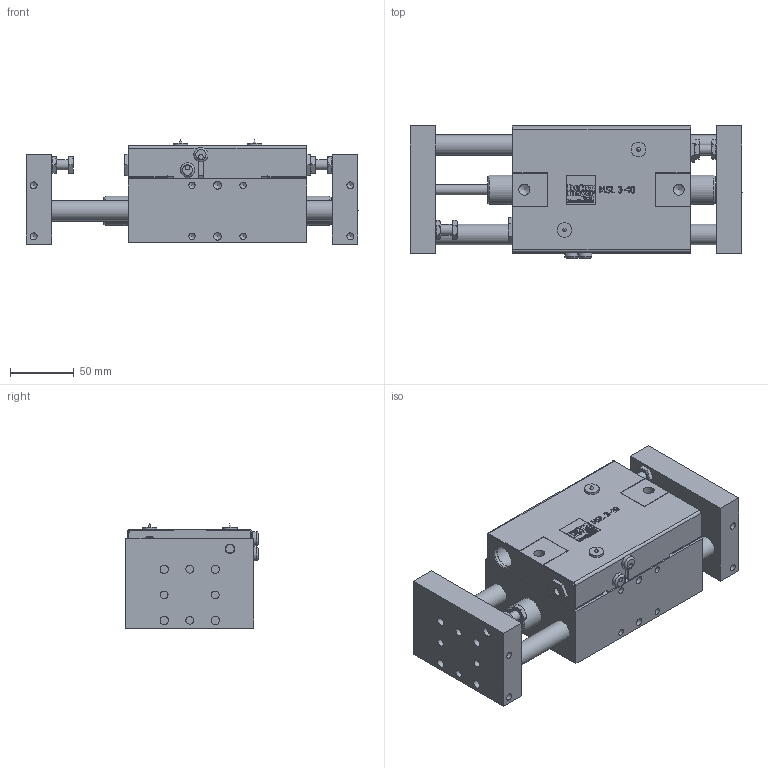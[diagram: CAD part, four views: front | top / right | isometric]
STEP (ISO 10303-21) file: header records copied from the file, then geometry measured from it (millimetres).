
FILE_DESCRIPTION((''),'2;1');
FILE_NAME('MSL3-40.stp','2012-09-28T14:09:59',('hartung_david'),(''),'Autodesk Inventor 2012','Autodesk Inventor 2012','');
FILE_SCHEMA(('AUTOMOTIVE_DESIGN { 1 0 10303 214 1 1 1 1 }'));
Length unit declared in the file: millimetre
Products named in the file (3): MSL3-40; MSL3-40-010; MSL3-40-020
Assembly tree (2 placements, depth 2):
  MSL3-40
    MSL3-40-010
    MSL3-40-020
Bounding box: 260 x 103.5 x 81.5 mm (x, y, z)
Volume: 1325540.5 mm3; surface area: 199776 mm2
Topology: 2 solids, 30 shells, 1013 faces, 2635 edges, 1746 vertices
Faces by surface type: plane 522, bspline 231, cylinder 164, cone 92, torus 4
Full cylindrical faces by diameter (mm): 3.7 x2, 4 x2, 4.459 x2, 4.917 x12, 5.459 x12, 6 x14, 6.5 x2, 6.6 x8, 6.917 x2, 7 x2, 7.459 x2, 8 x10, 8.5 x2, 8.566 x2, 8.8 x2, 9.5 x2, 9.6 x4, 11 x10, 11.4 x2, 11.5 x2, 13.4 x2, 15 x12, 16 x10, 17 x2, 17.835 x2, 18.376 x2, 23 x2, 26 x4, 26.2 x4, 37 x2
Entity records: 31789 total; most frequent: CARTESIAN_POINT 8679, ORIENTED_EDGE 4574, DIRECTION 3753, EDGE_CURVE 2287, VERTEX_POINT 1630, EDGE_LOOP 1417, VECTOR 1363, LINE 1363
